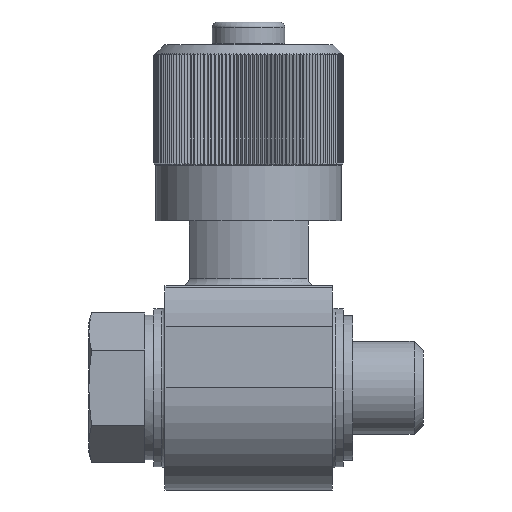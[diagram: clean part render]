
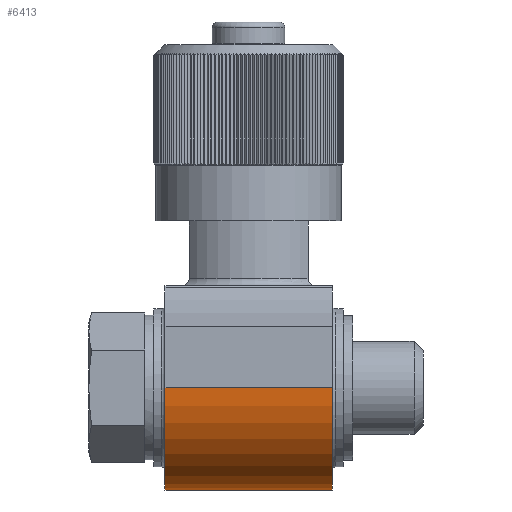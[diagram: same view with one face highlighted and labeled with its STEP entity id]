
A CAD part, left-side view. The second image highlights one B-rep face of the part: STEP entity #6413.
In plain terms, the highlighted cylindrical face has radius 5.5 mm (diameter 11 mm), a partial arc.
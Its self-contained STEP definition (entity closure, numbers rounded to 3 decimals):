
#666=CYLINDRICAL_SURFACE('',#6827,5.5);
#704=CIRCLE('',#6828,5.5);
#705=CIRCLE('',#6829,5.5);
#808=ORIENTED_EDGE('',*,*,#2864,.T.);
#809=ORIENTED_EDGE('',*,*,#2865,.F.);
#810=ORIENTED_EDGE('',*,*,#2866,.F.);
#811=ORIENTED_EDGE('',*,*,#2862,.T.);
#2862=EDGE_CURVE('',#3893,#3892,#4556,.T.);
#2864=EDGE_CURVE('',#3892,#3894,#704,.T.);
#2865=EDGE_CURVE('',#3895,#3894,#4558,.T.);
#2866=EDGE_CURVE('',#3893,#3895,#705,.T.);
#3892=VERTEX_POINT('',#8611);
#3893=VERTEX_POINT('',#8613);
#3894=VERTEX_POINT('',#8617);
#3895=VERTEX_POINT('',#8619);
#4556=LINE('',#8612,#4906);
#4558=LINE('',#8618,#4908);
#4906=VECTOR('',#7337,1000.);
#4908=VECTOR('',#7343,1000.);
#5266=EDGE_LOOP('',(#808,#809,#810,#811));
#5676=FACE_BOUND('',#5266,.T.);
#6413=ADVANCED_FACE('',(#5676),#666,.T.);
#6827=AXIS2_PLACEMENT_3D('',#8615,#7339,#7340);
#6828=AXIS2_PLACEMENT_3D('',#8616,#7341,#7342);
#6829=AXIS2_PLACEMENT_3D('',#8620,#7344,#7345);
#7337=DIRECTION('',(0.,1.,0.));
#7339=DIRECTION('',(0.,1.,0.));
#7340=DIRECTION('',(0.,0.,1.));
#7341=DIRECTION('',(0.,-1.,0.));
#7342=DIRECTION('',(1.,0.,0.));
#7343=DIRECTION('',(0.,1.,0.));
#7344=DIRECTION('',(0.,-1.,0.));
#7345=DIRECTION('',(1.,0.,0.));
#8611=CARTESIAN_POINT('',(-5.5,4.5,0.));
#8612=CARTESIAN_POINT('',(-5.5,-4.5,0.));
#8613=CARTESIAN_POINT('',(-5.5,-4.5,0.));
#8615=CARTESIAN_POINT('',(0.,-4.5,0.));
#8616=CARTESIAN_POINT('',(0.,4.5,0.));
#8617=CARTESIAN_POINT('',(5.5,4.5,0.));
#8618=CARTESIAN_POINT('',(5.5,-4.5,0.));
#8619=CARTESIAN_POINT('',(5.5,-4.5,0.));
#8620=CARTESIAN_POINT('',(0.,-4.5,0.));
